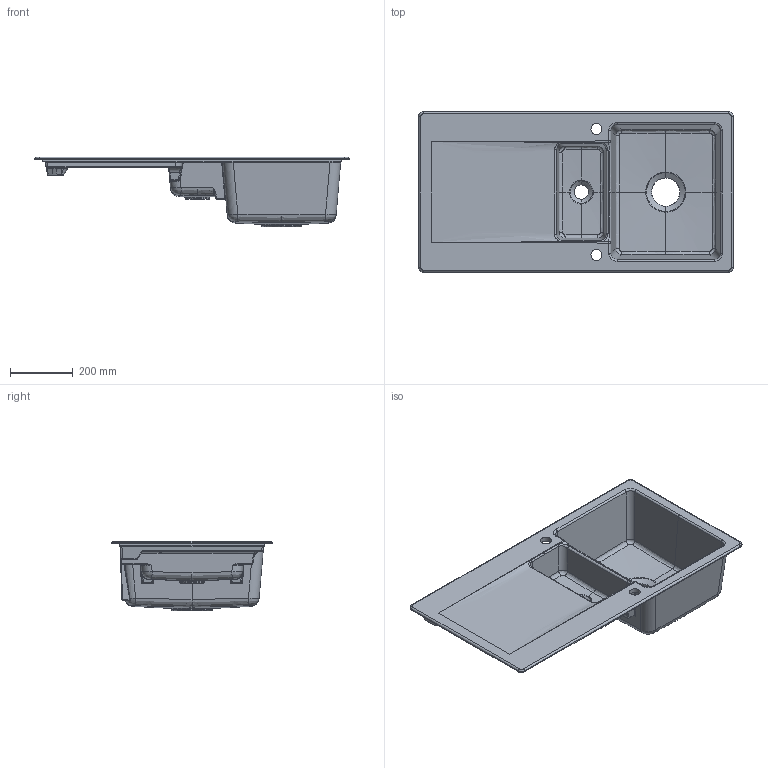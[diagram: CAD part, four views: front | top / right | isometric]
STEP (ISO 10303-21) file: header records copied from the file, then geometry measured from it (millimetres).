
FILE_DESCRIPTION(/* description */ (''),/* implementation_level */ '2;1');
FILE_NAME(/* name */ 'Spuele_333700_Siluet.stp',/* time_stamp */ '2019-02-19T08:46:09+01:00',/* author */ (''),/* organization */ (''),/* preprocessor_version */ 'ST-DEVELOPER v16',/* originating_system */ 'SIEMENS PLM Software NX 10.0',/* authorisation */ '');
FILE_SCHEMA (('AUTOMOTIVE_DESIGN { 1 0 10303 214 3 1 1 1 }'));
Length unit declared in the file: millimetre
Products named in the file (1): Sier225055AC5sbk
Bounding box: 1000 x 510 x 221 mm (x, y, z)
Volume: 14792707.9 mm3; surface area: 1686618.3 mm2
Topology: 1 solids, 1 shells, 440 faces, 1043 edges, 564 vertices
Faces by surface type: bspline 231, cylinder 115, plane 67, sphere 20, torus 4, cone 3
Full cylindrical faces by diameter (mm): 35 x2, 46 x1, 90 x1
Entity records: 23931 total; most frequent: CARTESIAN_POINT 15712, ORIENTED_EDGE 1980, DIRECTION 1365, EDGE_CURVE 990, VERTEX_POINT 560, AXIS2_PLACEMENT_3D 551, EDGE_LOOP 456, ADVANCED_FACE 440
